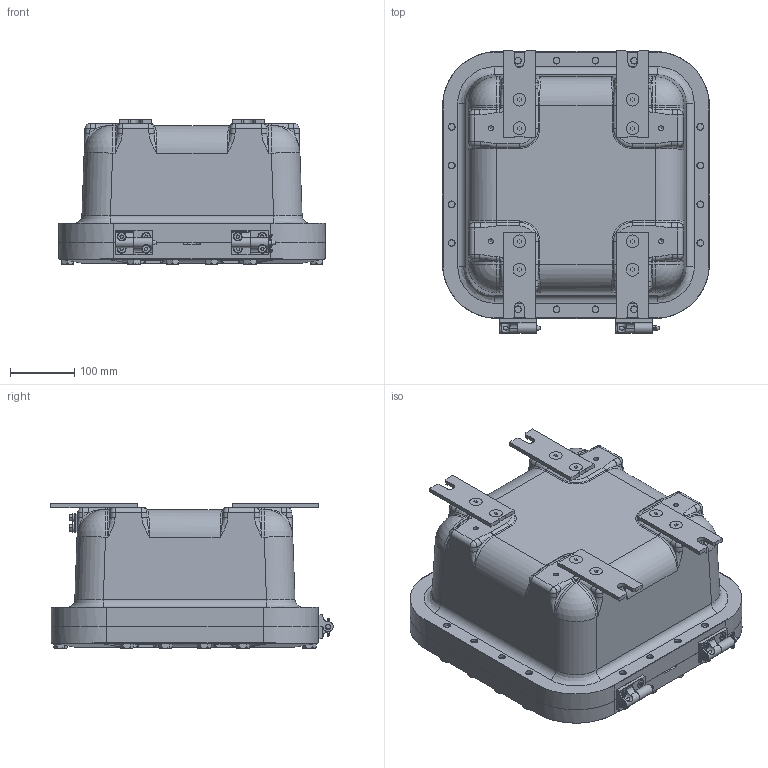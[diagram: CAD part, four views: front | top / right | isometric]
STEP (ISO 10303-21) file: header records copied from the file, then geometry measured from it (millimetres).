
FILE_DESCRIPTION(/* description */ (''),/* implementation_level */ '2;1');
FILE_NAME(/* name */ 'KIL_EXB-12126 N34.stp',/* time_stamp */ '2017-11-21T08:05:16+06:00',/* author */ ('ypadmaraja'),/* organization */ (''),/* preprocessor_version */ 'ST-DEVELOPER v16.13',/* originating_system */ 'Autodesk Inventor 2018',/* authorisation */ '');
FILE_SCHEMA (('AUTOMOTIVE_DESIGN { 1 0 10303 214 3 1 1 }'));
Products named in the file (19): EXB-12126 N34; 14514; 14512; 0106275B; Hinge 11B; 18094; Hinge 11T; 18095; 18093; SAE J487a - 1/8 x 3/4    Extended Prong Square Cut Type; 18147AABB; 16972AAAB; 0720361B; KIT-346; 18238AAAB; 18243; ANSI B18.6.3 - 1/4-20 UNC x 1; ANSI B18.6.3 - 4-40 x 3/8; ASME B18.21.1 - 1/4
Assembly tree (53 placements, depth 3):
  EXB-12126 N34
    14514
    14512
    0106275B  x4
    Hinge 11B
      18094
      18093
    Hinge 11T
      18095
      18093
      SAE J487a - 1/8 x 3/4    Extended Prong Square Cut Type
    18147AABB  x8
    16972AAAB  x8
    0720361B  x16
    KIT-346
      18238AAAB
      18243
      ANSI B18.6.3 - 1/4-20 UNC x 1  x2
      ANSI B18.6.3 - 4-40 x 3/8
      ASME B18.21.1 - 1/4  x2
Bounding box: 416.05 x 439.77 x 225.88 mm (x, y, z)
Volume: 4946970.2 mm3; surface area: 1300038.5 mm2
Topology: 51 solids, 52 shells, 3351 faces, 8704 edges, 5508 vertices
Faces by surface type: plane 2095, cylinder 456, cone 356, bspline 344, torus 72, sphere 28
Full cylindrical faces by diameter (mm): 2.779 x1, 2.845 x1, 3.048 x1, 4.953 x1, 5.613 x8, 6.198 x8, 6.35 x2, 6.746 x8, 7.798 x16, 7.938 x4, 8.075 x2, 8.077 x4, 9.286 x8, 10.312 x8, 10.592 x16, 12.418 x8, 12.423 x16, 13.208 x2, 13.494 x20, 19.05 x16
Entity records: 66981 total; most frequent: CARTESIAN_POINT 32554, ORIENTED_EDGE 7266, DIRECTION 6199, EDGE_CURVE 3633, VERTEX_POINT 2375, AXIS2_PLACEMENT_3D 2215, EDGE_LOOP 1784, LINE 1769
